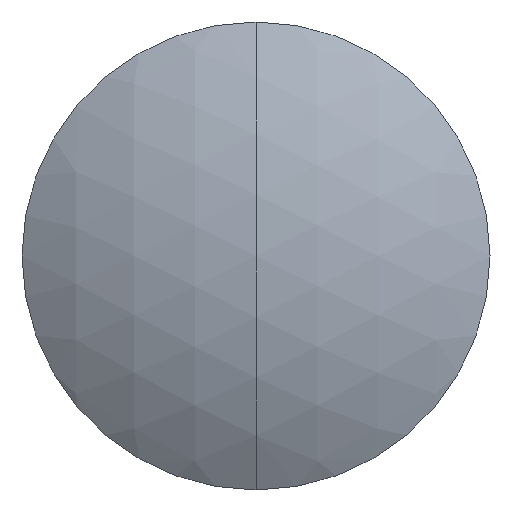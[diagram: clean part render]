
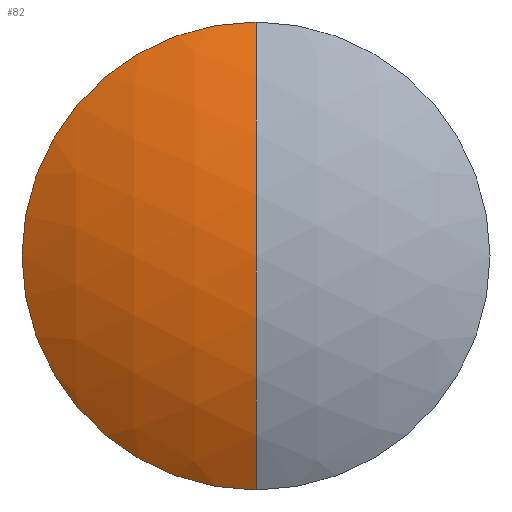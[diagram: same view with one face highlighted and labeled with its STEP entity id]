
A CAD part, top view. The second image highlights one B-rep face of the part: STEP entity #82.
In plain terms, the highlighted spherical face has radius 1517 mm.
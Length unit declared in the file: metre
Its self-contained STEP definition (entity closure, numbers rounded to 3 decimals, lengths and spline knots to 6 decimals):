
#2 = EDGE_CURVE ( 'NONE', #3, #6, #50, .T. ) ;
#3 = VERTEX_POINT ( 'NONE', #17 ) ;
#6 = VERTEX_POINT ( 'NONE', #74 ) ;
#7 = DIRECTION ( 'NONE',  ( -1., 0., 0. ) ) ;
#15 = AXIS2_PLACEMENT_3D ( 'NONE', #33, #49, #64 ) ;
#17 = CARTESIAN_POINT ( 'NONE',  ( 0., 0., 1.517 ) ) ;
#20 = ORIENTED_EDGE ( 'NONE', *, *, #22, .T. ) ;
#21 = AXIS2_PLACEMENT_3D ( 'NONE', #63, #90, #89 ) ;
#22 = EDGE_CURVE ( 'NONE', #3, #71, #43, .T. ) ;
#23 = CARTESIAN_POINT ( 'NONE',  ( 0., 0., 0. ) ) ;
#28 = SPHERICAL_SURFACE ( 'NONE', #32, 1.517 ) ;
#31 = ORIENTED_EDGE ( 'NONE', *, *, #46, .T. ) ;
#32 = AXIS2_PLACEMENT_3D ( 'NONE', #51, #38, #35 ) ;
#33 = CARTESIAN_POINT ( 'NONE',  ( 0., 0., 0. ) ) ;
#35 = DIRECTION ( 'NONE',  ( 0., 1., 0. ) ) ;
#38 = DIRECTION ( 'NONE',  ( 1., 0., 0. ) ) ;
#39 = CARTESIAN_POINT ( 'NONE',  ( 0., -0.803888, 1.286489 ) ) ;
#43 = CIRCLE ( 'NONE', #15, 1.517 ) ;
#46 = EDGE_CURVE ( 'NONE', #71, #6, #65, .T. ) ;
#49 = DIRECTION ( 'NONE',  ( 1., 0., 0. ) ) ;
#50 = CIRCLE ( 'NONE', #59, 1.517 ) ;
#51 = CARTESIAN_POINT ( 'NONE',  ( 0., 0., 0. ) ) ;
#52 = ORIENTED_EDGE ( 'NONE', *, *, #2, .F. ) ;
#57 = DIRECTION ( 'NONE',  ( 0., 0., 1. ) ) ;
#59 = AXIS2_PLACEMENT_3D ( 'NONE', #23, #7, #57 ) ;
#60 = EDGE_LOOP ( 'NONE', ( #52, #20, #31 ) ) ;
#63 = CARTESIAN_POINT ( 'NONE',  ( 0., 0., 1.286489 ) ) ;
#64 = DIRECTION ( 'NONE',  ( 0., 1., 0. ) ) ;
#65 = CIRCLE ( 'NONE', #21, 0.803888 ) ;
#71 = VERTEX_POINT ( 'NONE', #39 ) ;
#74 = CARTESIAN_POINT ( 'NONE',  ( 0., 0.803888, 1.286489 ) ) ;
#80 = FACE_OUTER_BOUND ( 'NONE', #60, .T. ) ;
#82 = ADVANCED_FACE ( 'NONE', ( #80 ), #28, .F. ) ;
#89 = DIRECTION ( 'NONE',  ( -1., 0., 0. ) ) ;
#90 = DIRECTION ( 'NONE',  ( 0., 0., -1. ) ) ;
